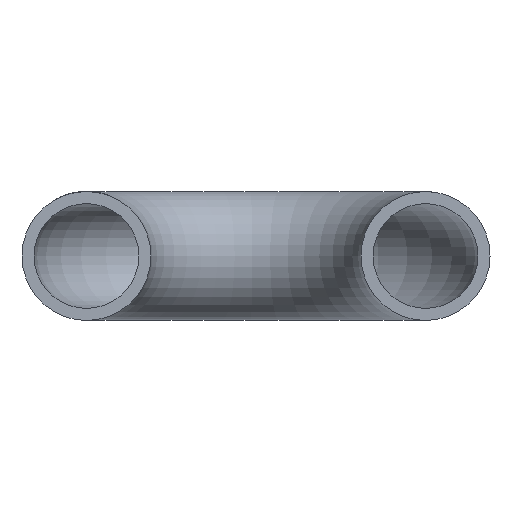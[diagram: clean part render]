
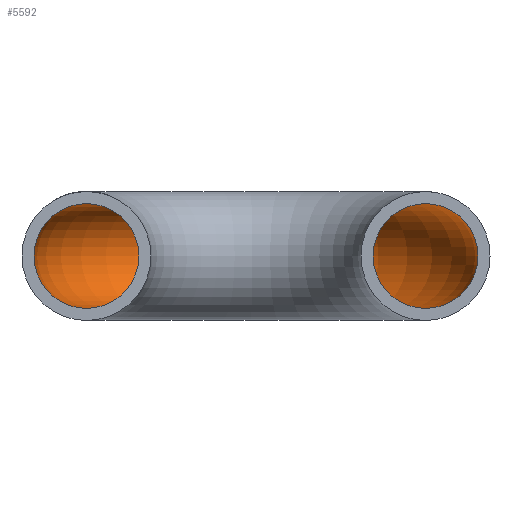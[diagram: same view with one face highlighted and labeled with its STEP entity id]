
A CAD part, front view. The second image highlights one B-rep face of the part: STEP entity #5592.
In plain terms, the highlighted toroidal (fillet/blend) face has major radius 28 mm and minor radius 8.65 mm.
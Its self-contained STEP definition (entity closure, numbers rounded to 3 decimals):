
#307 = EDGE_LOOP ( 'NONE', ( #10853 ) ) ;
#717 = EDGE_LOOP ( 'NONE', ( #6709 ) ) ;
#871 = CIRCLE ( 'NONE', #5587, 8.65 ) ;
#1454 = CARTESIAN_POINT ( 'NONE',  ( -28., 0., 8.65 ) ) ;
#1654 = FACE_OUTER_BOUND ( 'NONE', #307, .T. ) ;
#1901 = FACE_OUTER_BOUND ( 'NONE', #717, .T. ) ;
#1961 = CARTESIAN_POINT ( 'NONE',  ( -28., 0., 0. ) ) ;
#2753 = DIRECTION ( 'NONE',  ( -1., 0., 0. ) ) ;
#2910 = EDGE_CURVE ( 'NONE', #5250, #5250, #871, .T. ) ;
#2967 = CIRCLE ( 'NONE', #3747, 8.65 ) ;
#3526 = CARTESIAN_POINT ( 'NONE',  ( 36.65, 0., 0. ) ) ;
#3747 = AXIS2_PLACEMENT_3D ( 'NONE', #1961, #3867, #4649 ) ;
#3867 = DIRECTION ( 'NONE',  ( 0., 1., 0. ) ) ;
#4649 = DIRECTION ( 'NONE',  ( 0., 0., 1. ) ) ;
#5250 = VERTEX_POINT ( 'NONE', #3526 ) ;
#5365 = VERTEX_POINT ( 'NONE', #1454 ) ;
#5394 = DIRECTION ( 'NONE',  ( 0., 0., -1. ) ) ;
#5587 = AXIS2_PLACEMENT_3D ( 'NONE', #7721, #10738, #11655 ) ;
#5592 = ADVANCED_FACE ( 'NONE', ( #1654, #1901 ), #6014, .F. ) ;
#6014 = TOROIDAL_SURFACE ( 'NONE', #10543, 28., 8.65 ) ;
#6709 = ORIENTED_EDGE ( 'NONE', *, *, #11263, .F. ) ;
#7721 = CARTESIAN_POINT ( 'NONE',  ( 28., 0., 0. ) ) ;
#10331 = CARTESIAN_POINT ( 'NONE',  ( 0., 0., 0. ) ) ;
#10543 = AXIS2_PLACEMENT_3D ( 'NONE', #10331, #5394, #2753 ) ;
#10738 = DIRECTION ( 'NONE',  ( 0., -1., 0. ) ) ;
#10853 = ORIENTED_EDGE ( 'NONE', *, *, #2910, .T. ) ;
#11263 = EDGE_CURVE ( 'NONE', #5365, #5365, #2967, .T. ) ;
#11655 = DIRECTION ( 'NONE',  ( 1., 0., 0. ) ) ;
